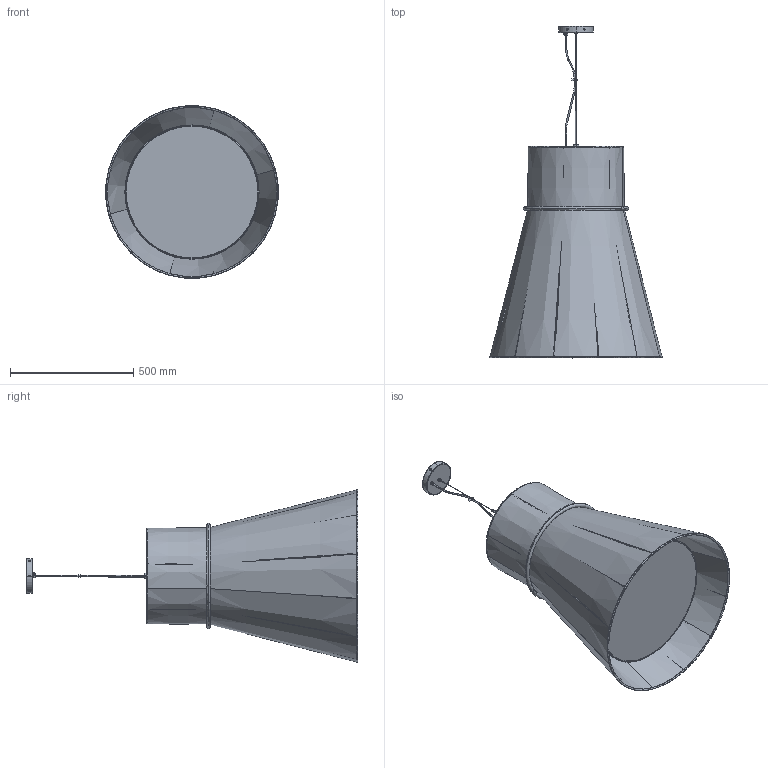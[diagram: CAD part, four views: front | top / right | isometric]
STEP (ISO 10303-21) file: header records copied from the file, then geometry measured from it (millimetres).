
FILE_DESCRIPTION (( 'STEP AP203' ), '1' );
FILE_NAME ('FOLIE S-70-01 206032xxyyy.STEP', '2021-08-27T08:11:44', ( '' ), ( '' ), 'SwSTEP 2.0', 'SolidWorks 2019', '' );
FILE_SCHEMA (( 'CONFIG_CONTROL_DESIGN' ));
Length unit declared in the file: millimetre
Products named in the file (22): 000-D7985-410_1; 000-309-053_1; 000-206-011 V3_1; 000-913-004_1; FOLIE S-70-01 206032xxyyy; 000-SUB206-007_1; 000-907-027-FOLIE 70-2_1; 000-206-025_1; 000-206-012 V2_1; 000-1018-06_1; 000-920-001-FOLIE 02_1; 000-914-075_1; 000-206-030_1; 000-FLO003_1; 000-SUB206-005_1; 000-914-002_1; 000-224-32_1; 000-206-023_1; 000-206-022_1; 000-914-001_1; 000-920-007_1; 000-P-836_1
Assembly tree (23 placements, depth 3):
  FOLIE S-70-01 206032xxyyy
    000-P-836_1
      000-206-011 V3_1
      000-206-012 V2_1
    000-SUB206-005_1
      000-920-001-FOLIE 02_1
    000-206-023_1
    000-206-022_1
    000-309-053_1
    000-914-075_1
    000-206-025_1
    000-907-027-FOLIE 70-2_1
    000-913-004_1
    000-FLO003_1
      000-224-32_1
      000-1018-06_1
      000-920-007_1
      000-D7985-410_1  x3
      000-914-001_1
      000-914-002_1
    000-SUB206-007_1
      000-206-030_1
Bounding box: 699.55 x 1347.89 x 700.7 mm (x, y, z)
Volume: 15400985.9 mm3; surface area: 4391518 mm2
Topology: 42 solids, 42 shells, 648 faces, 1532 edges, 972 vertices
Faces by surface type: cylinder 264, plane 211, bspline 139, cone 34
Entity records: 27078 total; most frequent: CARTESIAN_POINT 10944, DIRECTION 2928, ORIENTED_EDGE 2832, EDGE_CURVE 1416, AXIS2_PLACEMENT_3D 1194, VERTEX_POINT 896, CIRCLE 697, EDGE_LOOP 692
